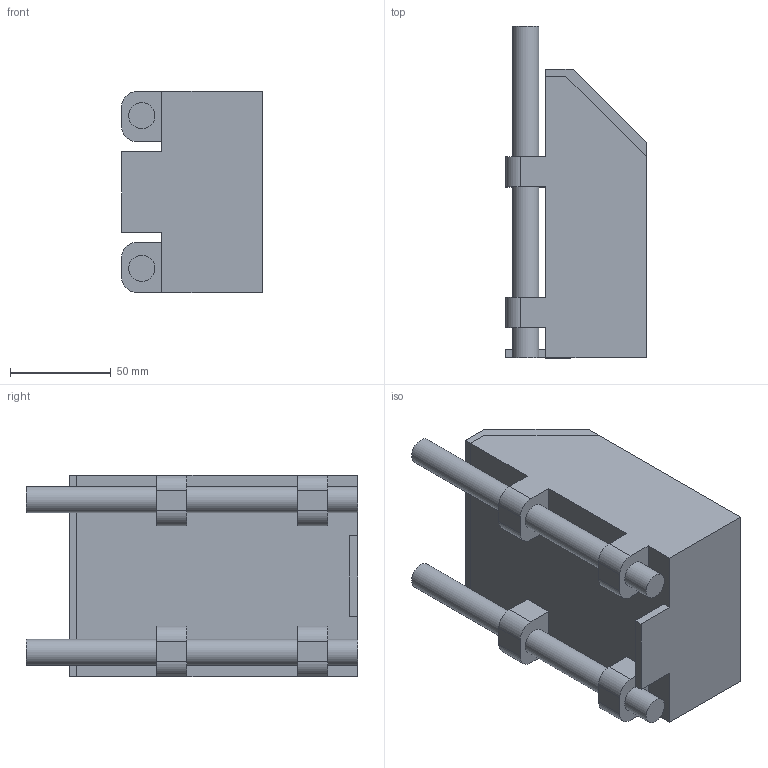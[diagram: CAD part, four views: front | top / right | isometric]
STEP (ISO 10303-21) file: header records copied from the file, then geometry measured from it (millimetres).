
FILE_DESCRIPTION(/* description */ (''),/* implementation_level */ '2;1');
FILE_NAME(/* name */ 'money box v5.step',/* time_stamp */ '2016-05-16T13:36:02+01:00',/* author */ (''),/* organization */ (''),/* preprocessor_version */ 'ST-DEVELOPER v16.5',/* originating_system */ 'Autodesk Translation Framework v5.0.0.3310',/* authorisation */ '');
FILE_SCHEMA (('AUTOMOTIVE_DESIGN { 1 0 10303 214 3 1 1 }'));
Length unit declared in the file: centimetre
Products named in the file (1): money box v5
Bounding box: 70 x 165 x 100 mm (x, y, z)
Volume: 309146.3 mm3; surface area: 118607 mm2
Topology: 4 solids, 4 shells, 72 faces, 188 edges, 126 vertices
Faces by surface type: plane 54, cylinder 18
Full cylindrical faces by diameter (mm): 2 x4, 13 x6
Entity records: 2193 total; most frequent: CARTESIAN_POINT 373, DIRECTION 358, ORIENTED_EDGE 352, EDGE_CURVE 176, LINE 140, VECTOR 140, VERTEX_POINT 124, AXIS2_PLACEMENT_3D 109
